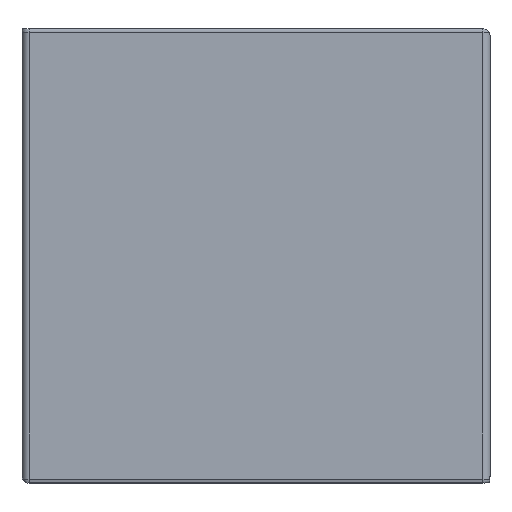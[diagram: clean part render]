
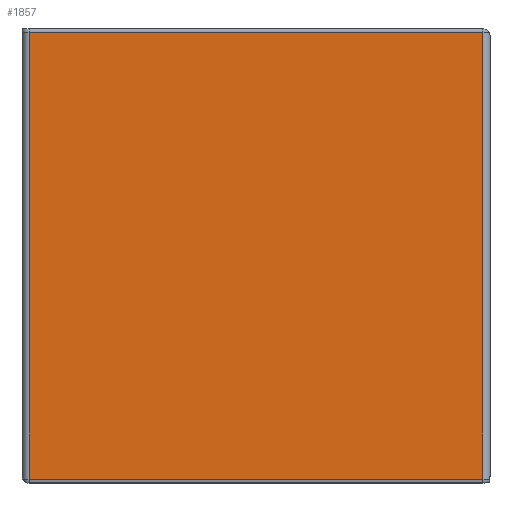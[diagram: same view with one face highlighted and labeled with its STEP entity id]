
A CAD part, top view. The second image highlights one B-rep face of the part: STEP entity #1857.
In plain terms, the highlighted planar face has unit normal (0, 0, 1).
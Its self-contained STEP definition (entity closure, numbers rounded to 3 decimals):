
#38=PLANE($,#2036);
#167=FACE_OUTER_BOUND($,#291,.T.);
#291=EDGE_LOOP($,(#1382,#1383,#1384,#1385));
#423=LINE($,#2695,#651);
#430=LINE($,#2764,#658);
#438=LINE($,#2826,#666);
#439=LINE($,#2829,#667);
#651=VECTOR($,#2164,63.);
#658=VECTOR($,#2195,63.);
#666=VECTOR($,#2225,64.);
#667=VECTOR($,#2230,64.);
#886=VERTEX_POINT($,#2692);
#887=VERTEX_POINT($,#2694);
#898=VERTEX_POINT($,#2761);
#899=VERTEX_POINT($,#2763);
#1057=EDGE_CURVE($,#886,#887,#423,.T.);
#1074=EDGE_CURVE($,#898,#899,#430,.T.);
#1090=EDGE_CURVE($,#899,#886,#438,.T.);
#1092=EDGE_CURVE($,#887,#898,#439,.T.);
#1382=ORIENTED_EDGE($,*,*,#1057,.F.);
#1383=ORIENTED_EDGE($,*,*,#1090,.F.);
#1384=ORIENTED_EDGE($,*,*,#1074,.F.);
#1385=ORIENTED_EDGE($,*,*,#1092,.F.);
#1857=ADVANCED_FACE($,(#167),#38,.T.);
#2036=AXIS2_PLACEMENT_3D($,#2835,#2240,#2241);
#2164=DIRECTION($,(0.,-1.,0.));
#2195=DIRECTION($,(0.,1.,0.));
#2225=DIRECTION($,(1.,0.,0.));
#2230=DIRECTION($,(-1.,0.,0.));
#2240=DIRECTION('center_axis',(0.,0.,1.));
#2241=DIRECTION('ref_axis',(1.,0.,0.));
#2692=CARTESIAN_POINT('',(32.,31.5,46.6));
#2694=CARTESIAN_POINT('',(32.,-31.5,46.6));
#2695=CARTESIAN_POINT($,(32.,-15.75,46.6));
#2761=CARTESIAN_POINT('',(-32.,-31.5,46.6));
#2763=CARTESIAN_POINT('',(-32.,31.5,46.6));
#2764=CARTESIAN_POINT($,(-32.,15.75,46.6));
#2826=CARTESIAN_POINT($,(16.,31.5,46.6));
#2829=CARTESIAN_POINT($,(-16.,-31.5,46.6));
#2835=CARTESIAN_POINT('Origin',(0.,0.,
46.6));
